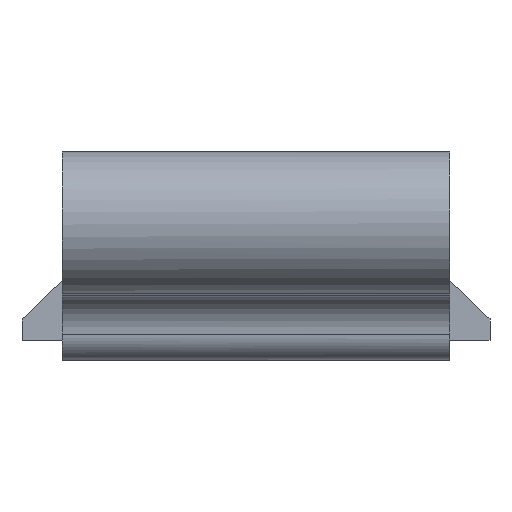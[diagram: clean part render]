
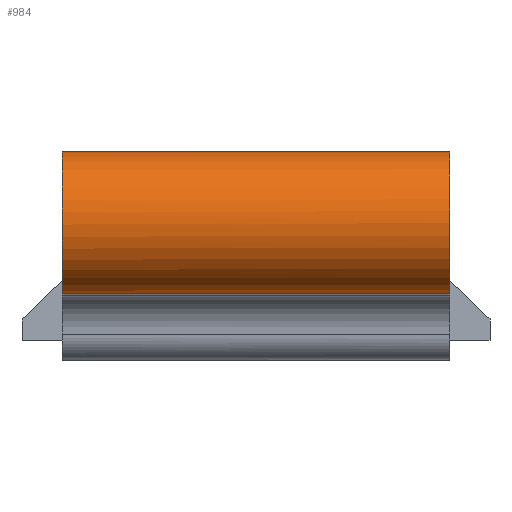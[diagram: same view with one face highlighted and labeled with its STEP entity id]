
A CAD part, left-side view. The second image highlights one B-rep face of the part: STEP entity #984.
In plain terms, the highlighted cylindrical face has radius 0.536 mm (diameter 1.072 mm), a partial arc.
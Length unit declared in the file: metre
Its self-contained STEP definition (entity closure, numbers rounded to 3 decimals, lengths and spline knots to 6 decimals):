
#52=CARTESIAN_POINT('',(-0.046192,-0.0239,0.001027));
#53=DIRECTION('',(0.,-1.,0.));
#54=DIRECTION('',(-1.,0.,0.));
#55=AXIS2_PLACEMENT_3D('',#52,#53,#54);
#57=CARTESIAN_POINT('',(-0.046192,-0.0239,0.001027));
#58=DIRECTION('',(0.,-1.,0.));
#59=DIRECTION('',(-0.046,0.,0.999));
#60=AXIS2_PLACEMENT_3D('',#57,#58,#59);
#229=CARTESIAN_POINT('',(-0.046192,-0.021,0.001027));
#230=DIRECTION('',(0.,1.,0.));
#231=DIRECTION('',(-0.178,0.,-0.984));
#232=AXIS2_PLACEMENT_3D('',#229,#230,#231);
#389=DIRECTION('',(0.,1.,0.));
#390=VECTOR('',#389,0.0029);
#391=CARTESIAN_POINT('',(-0.046217,-0.0239,0.001562));
#392=LINE('',#391,#390);
#393=DIRECTION('',(0.,-1.,0.));
#394=VECTOR('',#393,0.0029);
#395=CARTESIAN_POINT('',(-0.046288,-0.021,0.000499));
#396=LINE('',#395,#394);
#471=CARTESIAN_POINT('',(-0.046217,-0.0239,0.001562));
#472=VERTEX_POINT('',#471);
#473=CARTESIAN_POINT('',(-0.046729,-0.0239,0.001027));
#474=VERTEX_POINT('',#473);
#475=CARTESIAN_POINT('',(-0.046288,-0.0239,0.000499));
#476=VERTEX_POINT('',#475);
#501=CARTESIAN_POINT('',(-0.046288,-0.021,0.000499));
#502=VERTEX_POINT('',#501);
#503=CARTESIAN_POINT('',(-0.046217,-0.021,0.001562));
#504=VERTEX_POINT('',#503);
#971=CARTESIAN_POINT('',(-0.046192,-0.0239,0.001027));
#972=DIRECTION('',(0.,-1.,0.));
#973=DIRECTION('',(0.,0.,1.));
#974=AXIS2_PLACEMENT_3D('',#971,#972,#973);
#975=CYLINDRICAL_SURFACE('',#974,0.000536);
#976=ORIENTED_EDGE('',*,*,#705,.T.);
#977=ORIENTED_EDGE('',*,*,#966,.F.);
#978=ORIENTED_EDGE('',*,*,#611,.T.);
#979=ORIENTED_EDGE('',*,*,#609,.T.);
#981=ORIENTED_EDGE('',*,*,#980,.F.);
#982=EDGE_LOOP('',(#976,#977,#978,#979,#981));
#983=FACE_OUTER_BOUND('',#982,.F.);
#56=CIRCLE('',#55,0.000536);
#61=CIRCLE('',#60,0.000536);
#233=CIRCLE('',#232,0.000536);
#609=EDGE_CURVE('',#474,#476,#56,.T.);
#611=EDGE_CURVE('',#472,#474,#61,.T.);
#705=EDGE_CURVE('',#502,#504,#233,.T.);
#966=EDGE_CURVE('',#472,#504,#392,.T.);
#980=EDGE_CURVE('',#502,#476,#396,.T.);
#984=ADVANCED_FACE('',(#983),#975,.T.);
